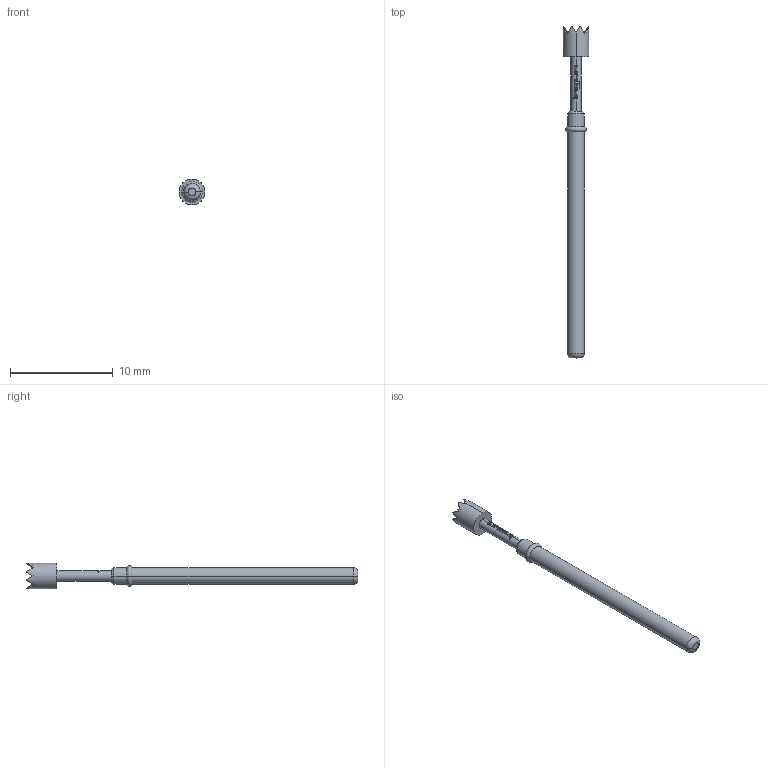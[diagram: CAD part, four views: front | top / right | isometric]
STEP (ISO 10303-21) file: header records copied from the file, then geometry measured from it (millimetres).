
FILE_DESCRIPTION (( 'STEP AP203' ), '1' );
FILE_NAME ('INGUN_GKS-112_306_250_X_xx02_0.STEP', '2016-05-20T07:48:31', ( '' ), ( '' ), 'SwSTEP 2.0', 'SolidWorks 2014', '' );
FILE_SCHEMA (( 'CONFIG_CONTROL_DESIGN' ));
Length unit declared in the file: millimetre
Products named in the file (2): INGUN_GKS-112_306_250_X_xx02_0
Bounding box: 2.5 x 32.3 x 2.5 mm (x, y, z)
Volume: 68 mm3; surface area: 179.4 mm2
Topology: 1 solids, 1 shells, 146 faces, 364 edges, 223 vertices
Faces by surface type: plane 91, cylinder 27, bspline 22, torus 4, cone 2
Entity records: 4691 total; most frequent: CARTESIAN_POINT 1331, ORIENTED_EDGE 728, DIRECTION 596, EDGE_CURVE 364, AXIS2_PLACEMENT_3D 224, VERTEX_POINT 223, EDGE_LOOP 149, VECTOR 148
